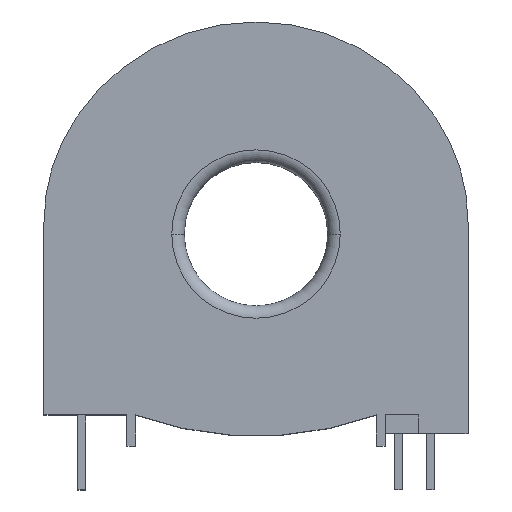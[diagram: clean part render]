
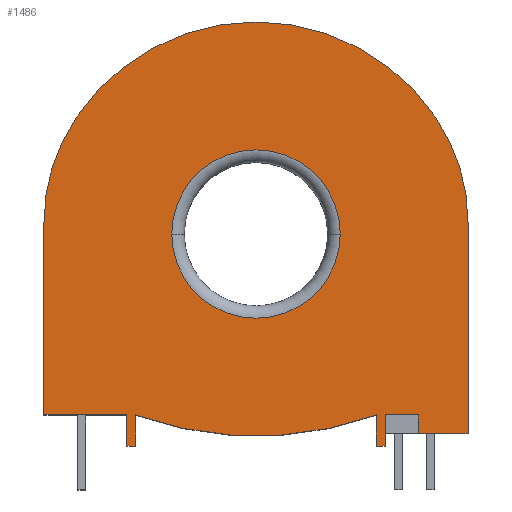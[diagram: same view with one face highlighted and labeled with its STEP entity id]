
A CAD part, top view. The second image highlights one B-rep face of the part: STEP entity #1486.
In plain terms, the highlighted planar face has unit normal (0, 0, 1).
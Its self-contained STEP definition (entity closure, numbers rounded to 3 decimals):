
#1 = DIRECTION ( 'NONE',  ( 1., 0., 0. ) ) ;
#18 = DIRECTION ( 'NONE',  ( 1., 0., 0. ) ) ;
#24 = EDGE_CURVE ( 'NONE', #1340, #1499, #601, .T. ) ;
#29 = VECTOR ( 'NONE', #809, 1000. ) ;
#43 = CARTESIAN_POINT ( 'NONE',  ( 0., -0.409, 7. ) ) ;
#49 = EDGE_CURVE ( 'NONE', #953, #1317, #1009, .T. ) ;
#58 = ORIENTED_EDGE ( 'NONE', *, *, #968, .F. ) ;
#76 = DIRECTION ( 'NONE',  ( 0., 0., -1. ) ) ;
#142 = CARTESIAN_POINT ( 'NONE',  ( -10.35, -14.5, 7. ) ) ;
#148 = VECTOR ( 'NONE', #821, 1000. ) ;
#151 = LINE ( 'NONE', #672, #29 ) ;
#185 = CARTESIAN_POINT ( 'NONE',  ( -17., 0., 7. ) ) ;
#194 = PLANE ( 'NONE',  #1295 ) ;
#195 = EDGE_CURVE ( 'NONE', #1058, #643, #151, .T. ) ;
#203 = DIRECTION ( 'NONE',  ( 1., 0., 0. ) ) ;
#204 = DIRECTION ( 'NONE',  ( 0., -1., 0. ) ) ;
#234 = DIRECTION ( 'NONE',  ( 0., 1., 0. ) ) ;
#264 = VERTEX_POINT ( 'NONE', #586 ) ;
#271 = DIRECTION ( 'NONE',  ( 0., 0., -1. ) ) ;
#292 = ORIENTED_EDGE ( 'NONE', *, *, #1705, .F. ) ;
#313 = LINE ( 'NONE', #846, #369 ) ;
#323 = DIRECTION ( 'NONE',  ( -1., 0., 0. ) ) ;
#347 = ORIENTED_EDGE ( 'NONE', *, *, #1199, .T. ) ;
#361 = LINE ( 'NONE', #890, #1511 ) ;
#362 = ORIENTED_EDGE ( 'NONE', *, *, #1424, .T. ) ;
#365 = ORIENTED_EDGE ( 'NONE', *, *, #884, .T. ) ;
#369 = VECTOR ( 'NONE', #1390, 1000. ) ;
#374 = AXIS2_PLACEMENT_3D ( 'NONE', #808, #271, #18 ) ;
#391 = ORIENTED_EDGE ( 'NONE', *, *, #793, .T. ) ;
#398 = ORIENTED_EDGE ( 'NONE', *, *, #543, .F. ) ;
#409 = VECTOR ( 'NONE', #1392, 1000. ) ;
#417 = VECTOR ( 'NONE', #829, 1000. ) ;
#441 = EDGE_CURVE ( 'NONE', #264, #1686, #847, .T. ) ;
#461 = CARTESIAN_POINT ( 'NONE',  ( 6.75, 0., 7. ) ) ;
#469 = CARTESIAN_POINT ( 'NONE',  ( 0., -14.5, 7. ) ) ;
#487 = VERTEX_POINT ( 'NONE', #1349 ) ;
#526 = LINE ( 'NONE', #1346, #560 ) ;
#533 = CIRCLE ( 'NONE', #1531, 15. ) ;
#543 = EDGE_CURVE ( 'NONE', #1121, #1251, #361, .T. ) ;
#560 = VECTOR ( 'NONE', #1777, 1000. ) ;
#565 = VERTEX_POINT ( 'NONE', #1066 ) ;
#575 = EDGE_CURVE ( 'NONE', #1686, #264, #1448, .T. ) ;
#577 = DIRECTION ( 'NONE',  ( 0., 0., -1. ) ) ;
#586 = CARTESIAN_POINT ( 'NONE',  ( -6.75, 0., 7. ) ) ;
#594 = DIRECTION ( 'NONE',  ( -1., 0., 0. ) ) ;
#601 = CIRCLE ( 'NONE', #802, 15. ) ;
#613 = DIRECTION ( 'NONE',  ( 0., 0., 1. ) ) ;
#621 = VERTEX_POINT ( 'NONE', #798 ) ;
#626 = EDGE_LOOP ( 'NONE', ( #1365, #708 ) ) ;
#640 = VECTOR ( 'NONE', #1, 1000. ) ;
#643 = VERTEX_POINT ( 'NONE', #943 ) ;
#655 = EDGE_CURVE ( 'NONE', #886, #1602, #1281, .T. ) ;
#672 = CARTESIAN_POINT ( 'NONE',  ( 9.65, 0., 7. ) ) ;
#690 = CARTESIAN_POINT ( 'NONE',  ( -17., 0.934, 7. ) ) ;
#692 = DIRECTION ( 'NONE',  ( 1., 0., 0. ) ) ;
#699 = EDGE_CURVE ( 'NONE', #565, #1317, #1261, .T. ) ;
#708 = ORIENTED_EDGE ( 'NONE', *, *, #441, .T. ) ;
#727 = ORIENTED_EDGE ( 'NONE', *, *, #195, .F. ) ;
#731 = DIRECTION ( 'NONE',  ( 1., 0., 0. ) ) ;
#759 = ORIENTED_EDGE ( 'NONE', *, *, #49, .T. ) ;
#767 = ORIENTED_EDGE ( 'NONE', *, *, #24, .T. ) ;
#793 = EDGE_CURVE ( 'NONE', #621, #643, #1195, .T. ) ;
#798 = CARTESIAN_POINT ( 'NONE',  ( -9.65, -14.5, 7. ) ) ;
#802 = AXIS2_PLACEMENT_3D ( 'NONE', #1581, #613, #1427 ) ;
#808 = CARTESIAN_POINT ( 'NONE',  ( 0., 0., 7. ) ) ;
#809 = DIRECTION ( 'NONE',  ( 0., 1., 0. ) ) ;
#815 = LINE ( 'NONE', #1213, #640 ) ;
#821 = DIRECTION ( 'NONE',  ( 0., 1., 0. ) ) ;
#829 = DIRECTION ( 'NONE',  ( 0., -1., 0. ) ) ;
#843 = EDGE_CURVE ( 'NONE', #886, #1627, #533, .T. ) ;
#846 = CARTESIAN_POINT ( 'NONE',  ( 0., -17., 7. ) ) ;
#847 = CIRCLE ( 'NONE', #1186, 6.75 ) ;
#849 = CARTESIAN_POINT ( 'NONE',  ( 0., -14.5, 7. ) ) ;
#858 = CARTESIAN_POINT ( 'NONE',  ( 17., 0., 7. ) ) ;
#884 = EDGE_CURVE ( 'NONE', #1499, #1168, #1692, .T. ) ;
#886 = VERTEX_POINT ( 'NONE', #1538 ) ;
#890 = CARTESIAN_POINT ( 'NONE',  ( -10.35, 0., 7. ) ) ;
#891 = CIRCLE ( 'NONE', #948, 17.409 ) ;
#912 = CARTESIAN_POINT ( 'NONE',  ( -14.452, 9.297, 7. ) ) ;
#932 = CARTESIAN_POINT ( 'NONE',  ( 10.35, 0., 7. ) ) ;
#943 = CARTESIAN_POINT ( 'NONE',  ( 9.65, -14.5, 7. ) ) ;
#948 = AXIS2_PLACEMENT_3D ( 'NONE', #43, #577, #1109 ) ;
#953 = VERTEX_POINT ( 'NONE', #1237 ) ;
#958 = FACE_BOUND ( 'NONE', #626, .T. ) ;
#968 = EDGE_CURVE ( 'NONE', #1340, #1627, #891, .T. ) ;
#993 = VECTOR ( 'NONE', #1001, 1000. ) ;
#994 = CARTESIAN_POINT ( 'NONE',  ( 17., -16., 7. ) ) ;
#1001 = DIRECTION ( 'NONE',  ( 1., 0., 0. ) ) ;
#1009 = LINE ( 'NONE', #849, #993 ) ;
#1012 = DIRECTION ( 'NONE',  ( 1., 0., 0. ) ) ;
#1058 = VERTEX_POINT ( 'NONE', #1289 ) ;
#1066 = CARTESIAN_POINT ( 'NONE',  ( 13., -16., 7. ) ) ;
#1075 = DIRECTION ( 'NONE',  ( 0., 0., 1. ) ) ;
#1099 = CARTESIAN_POINT ( 'NONE',  ( 0., 12.106, 7. ) ) ;
#1109 = DIRECTION ( 'NONE',  ( 1., 0., 0. ) ) ;
#1121 = VERTEX_POINT ( 'NONE', #1345 ) ;
#1126 = CARTESIAN_POINT ( 'NONE',  ( 13., -16., 7. ) ) ;
#1168 = VERTEX_POINT ( 'NONE', #1649 ) ;
#1177 = ORIENTED_EDGE ( 'NONE', *, *, #699, .F. ) ;
#1185 = ORIENTED_EDGE ( 'NONE', *, *, #1544, .T. ) ;
#1186 = AXIS2_PLACEMENT_3D ( 'NONE', #1425, #76, #1012 ) ;
#1195 = CIRCLE ( 'NONE', #1671, 28.302 ) ;
#1199 = EDGE_CURVE ( 'NONE', #1422, #953, #1221, .T. ) ;
#1213 = CARTESIAN_POINT ( 'NONE',  ( 0., -17., 7. ) ) ;
#1221 = LINE ( 'NONE', #932, #148 ) ;
#1237 = CARTESIAN_POINT ( 'NONE',  ( 10.35, -14.5, 7. ) ) ;
#1251 = VERTEX_POINT ( 'NONE', #142 ) ;
#1256 = LINE ( 'NONE', #994, #1598 ) ;
#1261 = LINE ( 'NONE', #1126, #409 ) ;
#1281 = LINE ( 'NONE', #858, #1643 ) ;
#1289 = CARTESIAN_POINT ( 'NONE',  ( 9.65, -17., 7. ) ) ;
#1290 = VECTOR ( 'NONE', #323, 1000. ) ;
#1295 = AXIS2_PLACEMENT_3D ( 'NONE', #1514, #1405, #731 ) ;
#1307 = ORIENTED_EDGE ( 'NONE', *, *, #655, .F. ) ;
#1317 = VERTEX_POINT ( 'NONE', #1729 ) ;
#1333 = CARTESIAN_POINT ( 'NONE',  ( 10.35, -17., 7. ) ) ;
#1340 = VERTEX_POINT ( 'NONE', #912 ) ;
#1345 = CARTESIAN_POINT ( 'NONE',  ( -10.35, -17., 7. ) ) ;
#1346 = CARTESIAN_POINT ( 'NONE',  ( -9.65, 0., 7. ) ) ;
#1349 = CARTESIAN_POINT ( 'NONE',  ( -9.65, -17., 7. ) ) ;
#1365 = ORIENTED_EDGE ( 'NONE', *, *, #575, .T. ) ;
#1390 = DIRECTION ( 'NONE',  ( 1., 0., 0. ) ) ;
#1392 = DIRECTION ( 'NONE',  ( 0., 1., 0. ) ) ;
#1396 = FACE_OUTER_BOUND ( 'NONE', #1466, .T. ) ;
#1405 = DIRECTION ( 'NONE',  ( 0., 0., 1. ) ) ;
#1417 = LINE ( 'NONE', #469, #1290 ) ;
#1421 = EDGE_CURVE ( 'NONE', #1058, #1422, #815, .T. ) ;
#1422 = VERTEX_POINT ( 'NONE', #1333 ) ;
#1424 = EDGE_CURVE ( 'NONE', #487, #621, #526, .T. ) ;
#1425 = CARTESIAN_POINT ( 'NONE',  ( 0., 0., 7. ) ) ;
#1427 = DIRECTION ( 'NONE',  ( 1., 0., 0. ) ) ;
#1448 = CIRCLE ( 'NONE', #374, 6.75 ) ;
#1454 = ORIENTED_EDGE ( 'NONE', *, *, #843, .T. ) ;
#1466 = EDGE_LOOP ( 'NONE', ( #1307, #1454, #58, #767, #365, #292, #398, #1185, #362, #391, #727, #1500, #347, #759, #1177, #1723 ) ) ;
#1486 = ADVANCED_FACE ( 'NONE', ( #958, #1396 ), #194, .T. ) ;
#1499 = VERTEX_POINT ( 'NONE', #690 ) ;
#1500 = ORIENTED_EDGE ( 'NONE', *, *, #1421, .T. ) ;
#1511 = VECTOR ( 'NONE', #234, 1000. ) ;
#1514 = CARTESIAN_POINT ( 'NONE',  ( 0., 0., 7. ) ) ;
#1531 = AXIS2_PLACEMENT_3D ( 'NONE', #1674, #1699, #203 ) ;
#1538 = CARTESIAN_POINT ( 'NONE',  ( 17., 0.934, 7. ) ) ;
#1544 = EDGE_CURVE ( 'NONE', #1121, #487, #313, .T. ) ;
#1566 = EDGE_CURVE ( 'NONE', #1602, #565, #1256, .T. ) ;
#1581 = CARTESIAN_POINT ( 'NONE',  ( -2., 0.934, 7. ) ) ;
#1598 = VECTOR ( 'NONE', #594, 1000. ) ;
#1602 = VERTEX_POINT ( 'NONE', #1749 ) ;
#1627 = VERTEX_POINT ( 'NONE', #1745 ) ;
#1643 = VECTOR ( 'NONE', #204, 1000. ) ;
#1649 = CARTESIAN_POINT ( 'NONE',  ( -17., -14.5, 7. ) ) ;
#1671 = AXIS2_PLACEMENT_3D ( 'NONE', #1099, #1075, #692 ) ;
#1674 = CARTESIAN_POINT ( 'NONE',  ( 2., 0.934, 7. ) ) ;
#1686 = VERTEX_POINT ( 'NONE', #461 ) ;
#1692 = LINE ( 'NONE', #185, #417 ) ;
#1699 = DIRECTION ( 'NONE',  ( 0., 0., 1. ) ) ;
#1705 = EDGE_CURVE ( 'NONE', #1251, #1168, #1417, .T. ) ;
#1723 = ORIENTED_EDGE ( 'NONE', *, *, #1566, .F. ) ;
#1729 = CARTESIAN_POINT ( 'NONE',  ( 13., -14.5, 7. ) ) ;
#1745 = CARTESIAN_POINT ( 'NONE',  ( 14.452, 9.297, 7. ) ) ;
#1749 = CARTESIAN_POINT ( 'NONE',  ( 17., -16., 7. ) ) ;
#1777 = DIRECTION ( 'NONE',  ( 0., 1., 0. ) ) ;
